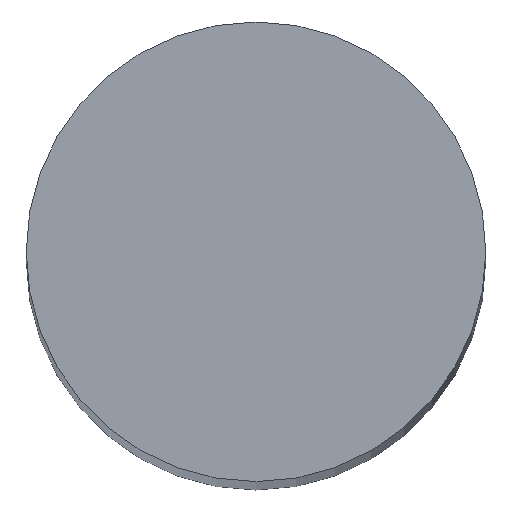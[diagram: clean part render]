
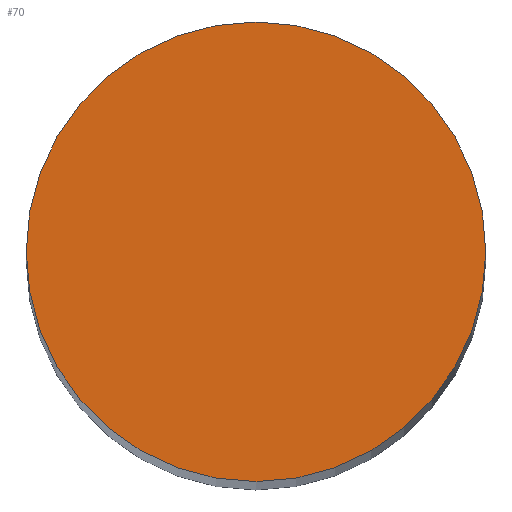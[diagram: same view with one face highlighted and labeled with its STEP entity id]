
A CAD part, top view. The second image highlights one B-rep face of the part: STEP entity #70.
In plain terms, the highlighted planar face has unit normal (0, 0, 1).
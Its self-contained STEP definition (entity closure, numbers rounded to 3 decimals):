
#2 = FACE_OUTER_BOUND ( 'NONE', #14, .T. ) ;
#3 = DIRECTION ( 'NONE',  ( 1., 0., 0. ) ) ;
#12 = AXIS2_PLACEMENT_3D ( 'NONE', #17, #106, #3 ) ;
#14 = EDGE_LOOP ( 'NONE', ( #38, #36 ) ) ;
#17 = CARTESIAN_POINT ( 'NONE',  ( 0., 0., 0. ) ) ;
#22 = EDGE_CURVE ( 'NONE', #88, #24, #77, .T. ) ;
#24 = VERTEX_POINT ( 'NONE', #65 ) ;
#27 = DIRECTION ( 'NONE',  ( 0., 0., 1. ) ) ;
#36 = ORIENTED_EDGE ( 'NONE', *, *, #22, .T. ) ;
#37 = AXIS2_PLACEMENT_3D ( 'NONE', #114, #27, #103 ) ;
#38 = ORIENTED_EDGE ( 'NONE', *, *, #60, .T. ) ;
#47 = CARTESIAN_POINT ( 'NONE',  ( 2.5, 0., 0. ) ) ;
#49 = PLANE ( 'NONE',  #61 ) ;
#60 = EDGE_CURVE ( 'NONE', #24, #88, #69, .T. ) ;
#61 = AXIS2_PLACEMENT_3D ( 'NONE', #107, #78, #98 ) ;
#65 = CARTESIAN_POINT ( 'NONE',  ( -2.5, 0., 0. ) ) ;
#69 = CIRCLE ( 'NONE', #12, 2.5 ) ;
#70 = ADVANCED_FACE ( 'NONE', ( #2 ), #49, .F. ) ;
#77 = CIRCLE ( 'NONE', #37, 2.5 ) ;
#78 = DIRECTION ( 'NONE',  ( 0., 0., -1. ) ) ;
#88 = VERTEX_POINT ( 'NONE', #47 ) ;
#98 = DIRECTION ( 'NONE',  ( 1., 0., 0. ) ) ;
#103 = DIRECTION ( 'NONE',  ( 1., 0., 0. ) ) ;
#106 = DIRECTION ( 'NONE',  ( 0., 0., 1. ) ) ;
#107 = CARTESIAN_POINT ( 'NONE',  ( 0., 0., 0. ) ) ;
#114 = CARTESIAN_POINT ( 'NONE',  ( 0., 0., 0. ) ) ;
